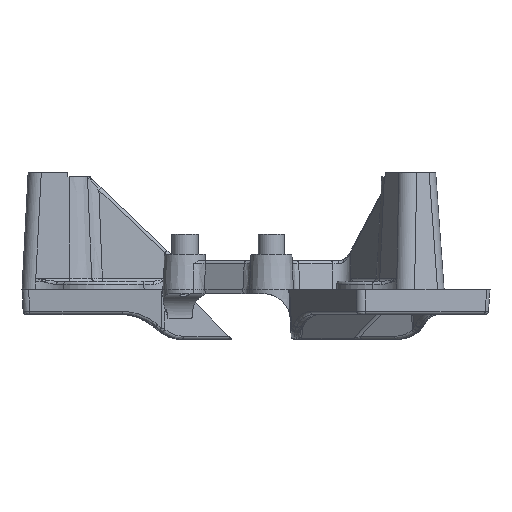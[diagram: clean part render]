
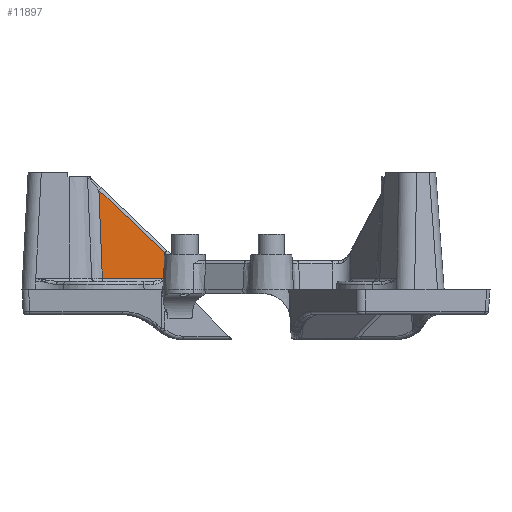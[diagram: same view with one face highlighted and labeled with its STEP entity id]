
A CAD part, left-side view. The second image highlights one B-rep face of the part: STEP entity #11897.
In plain terms, the highlighted planar face has unit normal (-0.999, -0.036, 0.038).
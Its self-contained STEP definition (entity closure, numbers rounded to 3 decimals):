
#209 = CARTESIAN_POINT ( 'NONE',  ( -1.287, 30.848, 3.191 ) ) ;
#214 = DIRECTION ( 'NONE',  ( 0.036, -0.999, 0. ) ) ;
#402 = VERTEX_POINT ( 'NONE', #19463 ) ;
#1076 = PLANE ( 'NONE',  #11765 ) ;
#1994 = CARTESIAN_POINT ( 'NONE',  ( -1.055, 47.003, 24.547 ) ) ;
#2075 = CARTESIAN_POINT ( 'NONE',  ( -1.304, 30.91, 2.796 ) ) ;
#3566 = EDGE_CURVE ( 'NONE', #22039, #16738, #9408, .T. ) ;
#3832 = LINE ( 'NONE', #1994, #20861 ) ;
#4017 = CARTESIAN_POINT ( 'NONE',  ( -1.308, 31.018, 2.796 ) ) ;
#4403 = CARTESIAN_POINT ( 'NONE',  ( -1.834, 45.616, 2.796 ) ) ;
#4912 = LINE ( 'NONE', #2075, #12775 ) ;
#4983 = EDGE_CURVE ( 'NONE', #6602, #22039, #4912, .T. ) ;
#5710 = DIRECTION ( 'NONE',  ( 0.04, -0.052, 0.998 ) ) ;
#5864 = DIRECTION ( 'NONE',  ( 0., 0.726, 0.687 ) ) ;
#5957 = VECTOR ( 'NONE', #5710, 1000. ) ;
#6543 = CARTESIAN_POINT ( 'NONE',  ( -1.691, 45.767, 6.685 ) ) ;
#6602 = VERTEX_POINT ( 'NONE', #4403 ) ;
#6793 = EDGE_LOOP ( 'NONE', ( #12159, #12167, #14274, #21531, #15867 ) ) ;
#7890 = CARTESIAN_POINT ( 'NONE',  ( -1.3, 30.921, 2.908 ) ) ;
#9088 = CARTESIAN_POINT ( 'NONE',  ( -1.016, 17.845, -2.004 ) ) ;
#9408 = B_SPLINE_CURVE_WITH_KNOTS ( 'NONE', 3,
 ( #4017, #11530, #7890, #23435, #11777, #209 ),
 .UNSPECIFIED., .F., .F.,
 ( 4, 2, 4 ),
 ( 0., 0., 0. ),
 .UNSPECIFIED. ) ;
#10362 = EDGE_CURVE ( 'NONE', #16738, #25095, #21766, .T. ) ;
#10529 = CARTESIAN_POINT ( 'NONE',  ( -1.432, 46.043, 13.759 ) ) ;
#10716 = EDGE_CURVE ( 'NONE', #25095, #402, #3832, .T. ) ;
#11530 = CARTESIAN_POINT ( 'NONE',  ( -1.304, 30.963, 2.845 ) ) ;
#11765 = AXIS2_PLACEMENT_3D ( 'NONE', #9088, #16538, #16788 ) ;
#11777 = CARTESIAN_POINT ( 'NONE',  ( -1.29, 30.852, 3.117 ) ) ;
#11897 = ADVANCED_FACE ( 'NONE', ( #15067 ), #1076, .F. ) ;
#12159 = ORIENTED_EDGE ( 'NONE', *, *, #4983, .T. ) ;
#12167 = ORIENTED_EDGE ( 'NONE', *, *, #3566, .T. ) ;
#12775 = VECTOR ( 'NONE', #214, 1000. ) ;
#13423 = CARTESIAN_POINT ( 'NONE',  ( -1.127, 30.64, 7.176 ) ) ;
#14263 = CARTESIAN_POINT ( 'NONE',  ( -1.243, 46.243, 18.889 ) ) ;
#14274 = ORIENTED_EDGE ( 'NONE', *, *, #10362, .T. ) ;
#14357 = CARTESIAN_POINT ( 'NONE',  ( -1.834, 45.616, 2.796 ) ) ;
#15067 = FACE_OUTER_BOUND ( 'NONE', #6793, .T. ) ;
#15867 = ORIENTED_EDGE ( 'NONE', *, *, #22925, .T. ) ;
#16538 = DIRECTION ( 'NONE',  ( 0.999, 0.036, -0.038 ) ) ;
#16738 = VERTEX_POINT ( 'NONE', #24244 ) ;
#16788 = DIRECTION ( 'NONE',  ( -0.038, 0., -0.999 ) ) ;
#17618 = CARTESIAN_POINT ( 'NONE',  ( -1.055, 30.545, 8.977 ) ) ;
#18156 = CARTESIAN_POINT ( 'NONE',  ( -1.62, 45.843, 8.629 ) ) ;
#18328 = CARTESIAN_POINT ( 'NONE',  ( -1.055, 46.444, 24.018 ) ) ;
#19463 = CARTESIAN_POINT ( 'NONE',  ( -1.055, 46.444, 24.018 ) ) ;
#20861 = VECTOR ( 'NONE', #5864, 1000. ) ;
#21531 = ORIENTED_EDGE ( 'NONE', *, *, #10716, .T. ) ;
#21766 = LINE ( 'NONE', #13423, #5957 ) ;
#22039 = VERTEX_POINT ( 'NONE', #24160 ) ;
#22693 = B_SPLINE_CURVE_WITH_KNOTS ( 'NONE', 3,
 ( #18328, #14263, #10529, #18156, #6543, #24045, #14357 ),
 .UNSPECIFIED., .F., .F.,
 ( 4, 3, 4 ),
 ( 0.001, 0.016, 0.022 ),
 .UNSPECIFIED. ) ;
#22925 = EDGE_CURVE ( 'NONE', #402, #6602, #22693, .T. ) ;
#23435 = CARTESIAN_POINT ( 'NONE',  ( -1.293, 30.866, 3.045 ) ) ;
#24045 = CARTESIAN_POINT ( 'NONE',  ( -1.762, 45.692, 4.74 ) ) ;
#24160 = CARTESIAN_POINT ( 'NONE',  ( -1.308, 31.018, 2.796 ) ) ;
#24244 = CARTESIAN_POINT ( 'NONE',  ( -1.287, 30.848, 3.191 ) ) ;
#25095 = VERTEX_POINT ( 'NONE', #17618 ) ;
